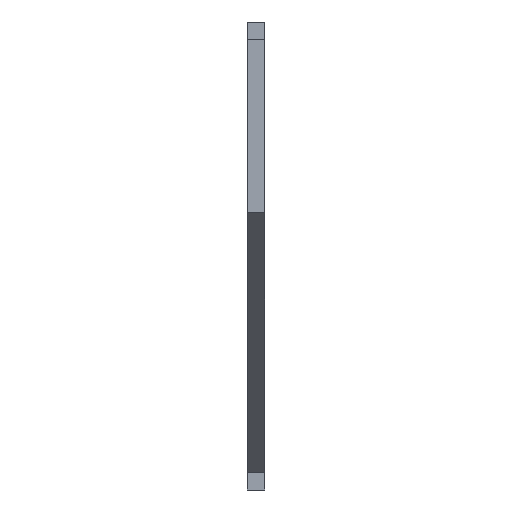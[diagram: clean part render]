
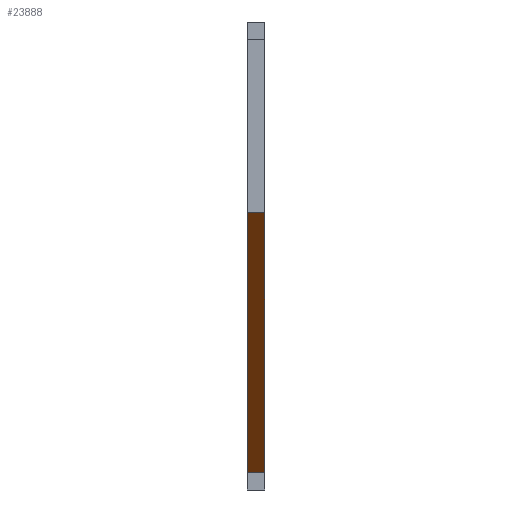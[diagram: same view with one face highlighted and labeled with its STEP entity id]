
A CAD part, left-side view. The second image highlights one B-rep face of the part: STEP entity #23888.
In plain terms, the highlighted planar face has unit normal (-0.669, 0, -0.743).
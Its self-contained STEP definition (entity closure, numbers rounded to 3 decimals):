
#311 = PLANE('',#312);
#312 = AXIS2_PLACEMENT_3D('',#313,#314,#315);
#313 = CARTESIAN_POINT('',(0.,0.,0.));
#314 = DIRECTION('',(0.,1.,0.));
#315 = DIRECTION('',(0.,0.,-1.));
#4498 = PLANE('',#4499);
#4499 = AXIS2_PLACEMENT_3D('',#4500,#4501,#4502);
#4500 = CARTESIAN_POINT('',(0.,-6.,0.));
#4501 = DIRECTION('',(0.,1.,0.));
#4502 = DIRECTION('',(0.,0.,-1.));
#9544 = VERTEX_POINT('',#9545);
#9545 = CARTESIAN_POINT('',(-300.,0.,90.));
#9558 = PLANE('',#9559);
#9559 = AXIS2_PLACEMENT_3D('',#9560,#9561,#9562);
#9560 = CARTESIAN_POINT('',(-300.,0.,150.));
#9561 = DIRECTION('',(-1.,-0.,0.));
#9562 = DIRECTION('',(0.,0.,1.));
#9569 = EDGE_CURVE('',#9544,#9570,#9572,.T.);
#9570 = VERTEX_POINT('',#9571);
#9571 = CARTESIAN_POINT('',(-200.,0.,0.));
#9572 = SURFACE_CURVE('',#9573,(#9577,#9583),.PCURVE_S1.);
#9573 = LINE('',#9574,#9575);
#9574 = CARTESIAN_POINT('',(-300.,0.,90.));
#9575 = VECTOR('',#9576,1.);
#9576 = DIRECTION('',(0.743,0.,-0.669
    ));
#9577 = PCURVE('',#311,#9578);
#9578 = DEFINITIONAL_REPRESENTATION('',(#9579),#9582);
#9579 = B_SPLINE_CURVE_WITH_KNOTS('',1,(#9580,#9581),.UNSPECIFIED.,.F.,
  .F.,(2,2),(0.,134.536),.PIECEWISE_BEZIER_KNOTS.);
#9580 = CARTESIAN_POINT('',(-90.,300.));
#9581 = CARTESIAN_POINT('',(0.,200.));
#9582 = ( GEOMETRIC_REPRESENTATION_CONTEXT(2) 
PARAMETRIC_REPRESENTATION_CONTEXT() REPRESENTATION_CONTEXT('2D SPACE',''
  ) );
#9583 = PCURVE('',#9584,#9589);
#9584 = PLANE('',#9585);
#9585 = AXIS2_PLACEMENT_3D('',#9586,#9587,#9588);
#9586 = CARTESIAN_POINT('',(-300.,0.,90.));
#9587 = DIRECTION('',(-0.669,0.,
    -0.743));
#9588 = DIRECTION('',(-0.743,0.,0.669)
  );
#9589 = DEFINITIONAL_REPRESENTATION('',(#9590),#9593);
#9590 = B_SPLINE_CURVE_WITH_KNOTS('',1,(#9591,#9592),.UNSPECIFIED.,.F.,
  .F.,(2,2),(0.,134.536),.PIECEWISE_BEZIER_KNOTS.);
#9591 = CARTESIAN_POINT('',(0.,0.));
#9592 = CARTESIAN_POINT('',(-134.536,0.));
#9593 = ( GEOMETRIC_REPRESENTATION_CONTEXT(2) 
PARAMETRIC_REPRESENTATION_CONTEXT() REPRESENTATION_CONTEXT('2D SPACE',''
  ) );
#9610 = PLANE('',#9611);
#9611 = AXIS2_PLACEMENT_3D('',#9612,#9613,#9614);
#9612 = CARTESIAN_POINT('',(0.,0.,0.));
#9613 = DIRECTION('',(0.,0.,1.));
#9614 = DIRECTION('',(1.,0.,0.));
#18340 = VERTEX_POINT('',#18341);
#18341 = CARTESIAN_POINT('',(-300.,-6.,90.));
#18360 = EDGE_CURVE('',#18340,#18361,#18363,.T.);
#18361 = VERTEX_POINT('',#18362);
#18362 = CARTESIAN_POINT('',(-200.,-6.,0.));
#18363 = SURFACE_CURVE('',#18364,(#18368,#18374),.PCURVE_S1.);
#18364 = LINE('',#18365,#18366);
#18365 = CARTESIAN_POINT('',(-300.,-6.,90.));
#18366 = VECTOR('',#18367,1.);
#18367 = DIRECTION('',(0.743,0.,
    -0.669));
#18368 = PCURVE('',#4498,#18369);
#18369 = DEFINITIONAL_REPRESENTATION('',(#18370),#18373);
#18370 = B_SPLINE_CURVE_WITH_KNOTS('',1,(#18371,#18372),.UNSPECIFIED.,
  .F.,.F.,(2,2),(0.,134.536),.PIECEWISE_BEZIER_KNOTS.);
#18371 = CARTESIAN_POINT('',(-90.,300.));
#18372 = CARTESIAN_POINT('',(0.,200.));
#18373 = ( GEOMETRIC_REPRESENTATION_CONTEXT(2) 
PARAMETRIC_REPRESENTATION_CONTEXT() REPRESENTATION_CONTEXT('2D SPACE',''
  ) );
#18374 = PCURVE('',#9584,#18375);
#18375 = DEFINITIONAL_REPRESENTATION('',(#18376),#18379);
#18376 = B_SPLINE_CURVE_WITH_KNOTS('',1,(#18377,#18378),.UNSPECIFIED.,
  .F.,.F.,(2,2),(0.,134.536),.PIECEWISE_BEZIER_KNOTS.);
#18377 = CARTESIAN_POINT('',(0.,-6.));
#18378 = CARTESIAN_POINT('',(-134.536,-6.));
#18379 = ( GEOMETRIC_REPRESENTATION_CONTEXT(2) 
PARAMETRIC_REPRESENTATION_CONTEXT() REPRESENTATION_CONTEXT('2D SPACE',''
  ) );
#23845 = EDGE_CURVE('',#9570,#18361,#23846,.T.);
#23846 = SURFACE_CURVE('',#23847,(#23851,#23857),.PCURVE_S1.);
#23847 = LINE('',#23848,#23849);
#23848 = CARTESIAN_POINT('',(-200.,0.,0.));
#23849 = VECTOR('',#23850,1.);
#23850 = DIRECTION('',(0.,-1.,0.));
#23851 = PCURVE('',#9610,#23852);
#23852 = DEFINITIONAL_REPRESENTATION('',(#23853),#23856);
#23853 = B_SPLINE_CURVE_WITH_KNOTS('',1,(#23854,#23855),.UNSPECIFIED.,
  .F.,.F.,(2,2),(0.,6.),.PIECEWISE_BEZIER_KNOTS.);
#23854 = CARTESIAN_POINT('',(-200.,0.));
#23855 = CARTESIAN_POINT('',(-200.,-6.));
#23856 = ( GEOMETRIC_REPRESENTATION_CONTEXT(2) 
PARAMETRIC_REPRESENTATION_CONTEXT() REPRESENTATION_CONTEXT('2D SPACE',''
  ) );
#23857 = PCURVE('',#9584,#23858);
#23858 = DEFINITIONAL_REPRESENTATION('',(#23859),#23862);
#23859 = B_SPLINE_CURVE_WITH_KNOTS('',1,(#23860,#23861),.UNSPECIFIED.,
  .F.,.F.,(2,2),(0.,6.),.PIECEWISE_BEZIER_KNOTS.);
#23860 = CARTESIAN_POINT('',(-134.536,0.));
#23861 = CARTESIAN_POINT('',(-134.536,-6.));
#23862 = ( GEOMETRIC_REPRESENTATION_CONTEXT(2) 
PARAMETRIC_REPRESENTATION_CONTEXT() REPRESENTATION_CONTEXT('2D SPACE',''
  ) );
#23888 = ADVANCED_FACE('',(#23889),#9584,.T.);
#23889 = FACE_BOUND('',#23890,.F.);
#23890 = EDGE_LOOP('',(#23891,#23910,#23911,#23912));
#23891 = ORIENTED_EDGE('',*,*,#23892,.T.);
#23892 = EDGE_CURVE('',#9544,#18340,#23893,.T.);
#23893 = SURFACE_CURVE('',#23894,(#23898,#23904),.PCURVE_S1.);
#23894 = LINE('',#23895,#23896);
#23895 = CARTESIAN_POINT('',(-300.,0.,90.));
#23896 = VECTOR('',#23897,1.);
#23897 = DIRECTION('',(0.,-1.,0.));
#23898 = PCURVE('',#9584,#23899);
#23899 = DEFINITIONAL_REPRESENTATION('',(#23900),#23903);
#23900 = B_SPLINE_CURVE_WITH_KNOTS('',1,(#23901,#23902),.UNSPECIFIED.,
  .F.,.F.,(2,2),(0.,6.),.PIECEWISE_BEZIER_KNOTS.);
#23901 = CARTESIAN_POINT('',(0.,0.));
#23902 = CARTESIAN_POINT('',(0.,-6.));
#23903 = ( GEOMETRIC_REPRESENTATION_CONTEXT(2) 
PARAMETRIC_REPRESENTATION_CONTEXT() REPRESENTATION_CONTEXT('2D SPACE',''
  ) );
#23904 = PCURVE('',#9558,#23905);
#23905 = DEFINITIONAL_REPRESENTATION('',(#23906),#23909);
#23906 = B_SPLINE_CURVE_WITH_KNOTS('',1,(#23907,#23908),.UNSPECIFIED.,
  .F.,.F.,(2,2),(0.,6.),.PIECEWISE_BEZIER_KNOTS.);
#23907 = CARTESIAN_POINT('',(-60.,0.));
#23908 = CARTESIAN_POINT('',(-60.,-6.));
#23909 = ( GEOMETRIC_REPRESENTATION_CONTEXT(2) 
PARAMETRIC_REPRESENTATION_CONTEXT() REPRESENTATION_CONTEXT('2D SPACE',''
  ) );
#23910 = ORIENTED_EDGE('',*,*,#18360,.T.);
#23911 = ORIENTED_EDGE('',*,*,#23845,.F.);
#23912 = ORIENTED_EDGE('',*,*,#9569,.F.);
